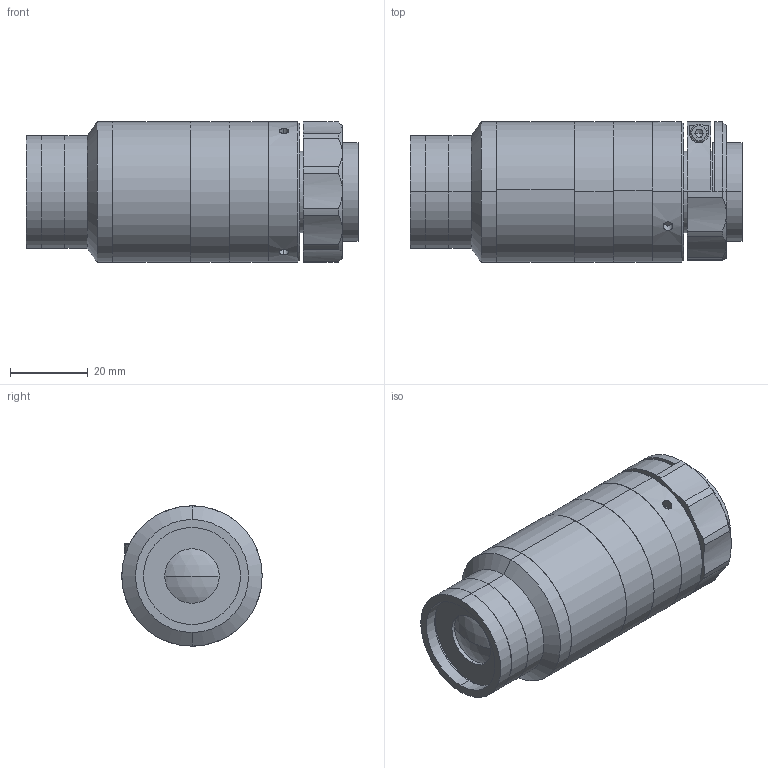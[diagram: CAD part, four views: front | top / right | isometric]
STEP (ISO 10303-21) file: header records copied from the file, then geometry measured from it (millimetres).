
FILE_DESCRIPTION (( 'STEP AP203' ), '1' );
FILE_NAME ('XF-MH075X97.STEP', '2020-08-24T07:08:00', ( 'canrill-02' ), ( '' ), 'SwSTEP 2.0', 'SolidWorks 2014', '' );
FILE_SCHEMA (( 'CONFIG_CONTROL_DESIGN' ));
Length unit declared in the file: millimetre
Products named in the file (1): XF-MH075X97
Bounding box: 85.24 x 36 x 36 mm (x, y, z)
Surface area: 16006.6 mm2 (no closed solid volume)
Topology: 0 solids, 13 shells, 108 faces, 284 edges, 194 vertices
Faces by surface type: cylinder 51, plane 38, cone 15, sphere 2, torus 2
Entity records: 3728 total; most frequent: CARTESIAN_POINT 906, DIRECTION 633, ORIENTED_EDGE 482, EDGE_CURVE 282, AXIS2_PLACEMENT_3D 265, VERTEX_POINT 194, CIRCLE 156, EDGE_LOOP 136
